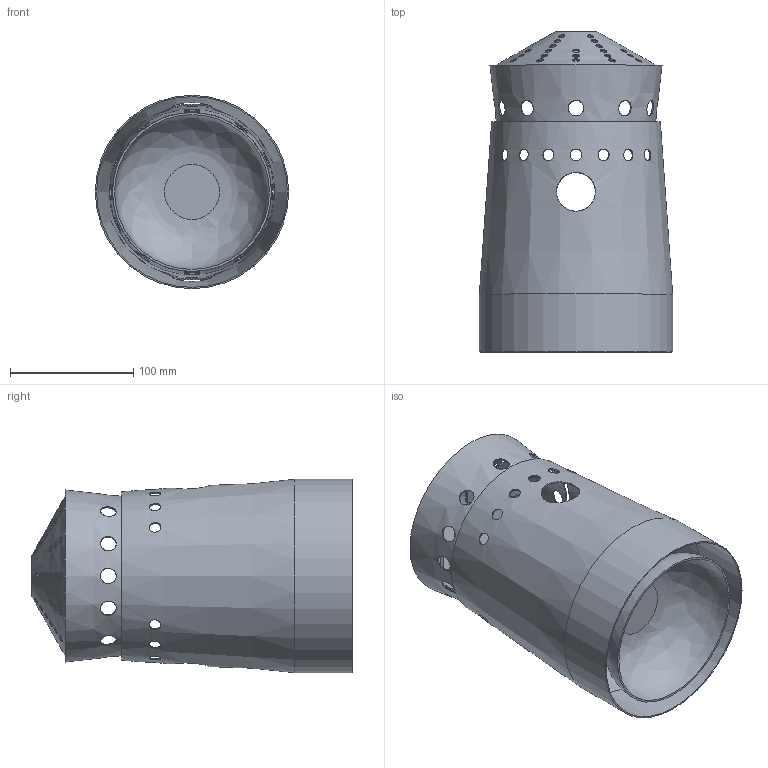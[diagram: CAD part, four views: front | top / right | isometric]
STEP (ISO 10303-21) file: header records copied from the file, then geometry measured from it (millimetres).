
FILE_DESCRIPTION(/* description */ (''),/* implementation_level */ '2;1');
FILE_NAME(/* name */ 'Liner.stp',/* time_stamp */ '2025-08-06T14:44:48-04:00',/* author */ ('dgoba'),/* organization */ (''),/* preprocessor_version */ 'ST-DEVELOPER v20.1',/* originating_system */ 'Autodesk Inventor 2026',/* authorisation */ '');
FILE_SCHEMA (('AUTOMOTIVE_DESIGN { 1 0 10303 214 3 1 1 }'));
Length unit declared in the file: millimetre
Products named in the file (1): Liner
Bounding box: 157 x 260 x 157 mm (x, y, z)
Volume: 170296.7 mm3; surface area: 321336.8 mm2
Topology: 4 solids, 4 shells, 396 faces, 1396 edges, 995 vertices
Faces by surface type: plane 238, cylinder 144, cone 11, bspline 2, torus 1
Full cylindrical faces by diameter (mm): 5.3 x54, 9.5 x14, 12.8 x12, 22 x1, 24 x1, 31.6 x2, 155 x1, 157 x1
Entity records: 21196 total; most frequent: CARTESIAN_POINT 9853, ORIENTED_EDGE 2792, DIRECTION 1741, EDGE_CURVE 1396, VERTEX_POINT 994, LINE 643, VECTOR 643, EDGE_LOOP 576
